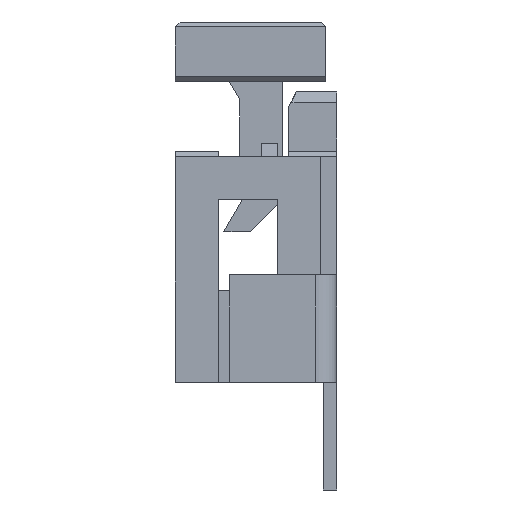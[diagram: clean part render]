
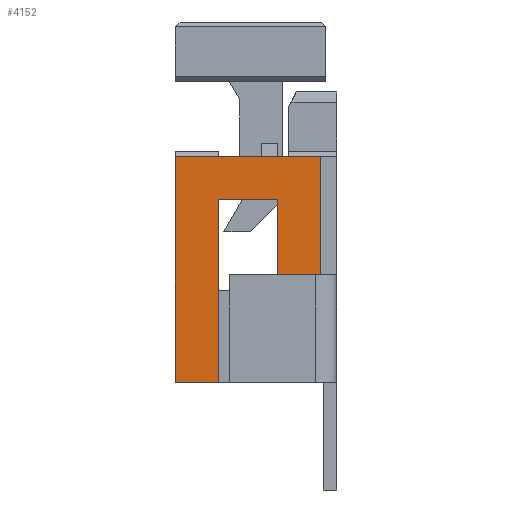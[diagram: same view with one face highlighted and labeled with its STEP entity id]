
A CAD part, left-side view. The second image highlights one B-rep face of the part: STEP entity #4152.
In plain terms, the highlighted planar face has unit normal (-1, 0, 0).
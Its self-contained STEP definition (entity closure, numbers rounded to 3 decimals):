
#1280 = VERTEX_POINT ( 'NONE', #18372 ) ;
#3019 = VERTEX_POINT ( 'NONE', #22819 ) ;
#3039 = VERTEX_POINT ( 'NONE', #22882 ) ;
#3045 = VERTEX_POINT ( 'NONE', #22869 ) ;
#3049 = EDGE_CURVE ( 'NONE', #1280, #3061, #22899, .T. ) ;
#3050 = VERTEX_POINT ( 'NONE', #22906 ) ;
#3052 = EDGE_CURVE ( 'NONE', #3071, #3019, #22892, .T. ) ;
#3059 = EDGE_CURVE ( 'NONE', #3019, #1280, #22940, .T. ) ;
#3061 = VERTEX_POINT ( 'NONE', #22928 ) ;
#3071 = VERTEX_POINT ( 'NONE', #22968 ) ;
#3740 = EDGE_CURVE ( 'NONE', #3050, #3045, #24392, .T. ) ;
#3749 = EDGE_CURVE ( 'NONE', #3039, #3050, #24446, .T. ) ;
#3775 = VERTEX_POINT ( 'NONE', #24509 ) ;
#3907 = EDGE_CURVE ( 'NONE', #3045, #3775, #24944, .T. ) ;
#4093 = EDGE_CURVE ( 'NONE', #3775, #4105, #25697, .T. ) ;
#4105 = VERTEX_POINT ( 'NONE', #25695 ) ;
#4143 = ORIENTED_EDGE ( 'NONE', *, *, #4146, .F. ) ;
#4144 = ORIENTED_EDGE ( 'NONE', *, *, #3059, .F. ) ;
#4146 = EDGE_CURVE ( 'NONE', #4105, #3071, #25862, .T. ) ;
#4152 = ADVANCED_FACE ( 'NONE', ( #25856 ), #25845, .F. ) ;
#4153 = ORIENTED_EDGE ( 'NONE', *, *, #3907, .F. ) ;
#4154 = ORIENTED_EDGE ( 'NONE', *, *, #3740, .F. ) ;
#4155 = ORIENTED_EDGE ( 'NONE', *, *, #3049, .F. ) ;
#4156 = EDGE_CURVE ( 'NONE', #3061, #3039, #25932, .T. ) ;
#4157 = ORIENTED_EDGE ( 'NONE', *, *, #3749, .F. ) ;
#4158 = ORIENTED_EDGE ( 'NONE', *, *, #3052, .F. ) ;
#4161 = ORIENTED_EDGE ( 'NONE', *, *, #4156, .F. ) ;
#4165 = ORIENTED_EDGE ( 'NONE', *, *, #4093, .F. ) ;
#4166 = EDGE_LOOP ( 'NONE', ( #4165, #4153, #4154, #4157, #4161, #4155, #4144, #4158, #4143 ) ) ;
#18372 = CARTESIAN_POINT ( 'NONE',  ( -12.5, 0.3, 2. ) ) ;
#22819 = CARTESIAN_POINT ( 'NONE',  ( -12.5, 0.3, 4.2 ) ) ;
#22869 = CARTESIAN_POINT ( 'NONE',  ( -12.5, 2.2, 3.4 ) ) ;
#22882 = CARTESIAN_POINT ( 'NONE',  ( -12.5, 1.1, 0. ) ) ;
#22889 = DIRECTION ( 'NONE',  ( 0., -1., 0. ) ) ;
#22890 = VECTOR ( 'NONE', #22889, 1000. ) ;
#22891 = CARTESIAN_POINT ( 'NONE',  ( -12.5, 0., 4.2 ) ) ;
#22892 = LINE ( 'NONE', #22891, #22890 ) ;
#22896 = DIRECTION ( 'NONE',  ( 0., 0., -1. ) ) ;
#22897 = VECTOR ( 'NONE', #22896, 1000. ) ;
#22898 = CARTESIAN_POINT ( 'NONE',  ( -12.5, 0.3, 0. ) ) ;
#22899 = LINE ( 'NONE', #22898, #22897 ) ;
#22906 = CARTESIAN_POINT ( 'NONE',  ( -12.5, 1.1, 3.4 ) ) ;
#22926 = DIRECTION ( 'NONE',  ( 0., 0., -1. ) ) ;
#22927 = VECTOR ( 'NONE', #22926, 1000. ) ;
#22928 = CARTESIAN_POINT ( 'NONE',  ( -12.5, 0.3, 0. ) ) ;
#22929 = CARTESIAN_POINT ( 'NONE',  ( -12.5, 0.3, 0. ) ) ;
#22940 = LINE ( 'NONE', #22929, #22927 ) ;
#22968 = CARTESIAN_POINT ( 'NONE',  ( -12.5, 3., 4.2 ) ) ;
#24392 = LINE ( 'NONE', #24440, #24438 ) ;
#24437 = DIRECTION ( 'NONE',  ( 0., 1., 0. ) ) ;
#24438 = VECTOR ( 'NONE', #24437, 1000. ) ;
#24440 = CARTESIAN_POINT ( 'NONE',  ( -12.5, 0., 3.4 ) ) ;
#24445 = CARTESIAN_POINT ( 'NONE',  ( -12.5, 1.1, 0. ) ) ;
#24446 = LINE ( 'NONE', #24445, #24499 ) ;
#24498 = DIRECTION ( 'NONE',  ( 0., 0., 1. ) ) ;
#24499 = VECTOR ( 'NONE', #24498, 1000. ) ;
#24509 = CARTESIAN_POINT ( 'NONE',  ( -12.5, 2.2, 0. ) ) ;
#24941 = DIRECTION ( 'NONE',  ( 0., 0., -1. ) ) ;
#24942 = VECTOR ( 'NONE', #24941, 1000. ) ;
#24943 = CARTESIAN_POINT ( 'NONE',  ( -12.5, 2.2, 5.4 ) ) ;
#24944 = LINE ( 'NONE', #24943, #24942 ) ;
#25686 = DIRECTION ( 'NONE',  ( 0., 1., 0. ) ) ;
#25687 = VECTOR ( 'NONE', #25686, 1000. ) ;
#25689 = CARTESIAN_POINT ( 'NONE',  ( -12.5, 0.3, 0. ) ) ;
#25695 = CARTESIAN_POINT ( 'NONE',  ( -12.5, 3., 0. ) ) ;
#25697 = LINE ( 'NONE', #25689, #25687 ) ;
#25803 = CARTESIAN_POINT ( 'NONE',  ( -12.5, 3., 0. ) ) ;
#25806 = VECTOR ( 'NONE', #25849, 1000. ) ;
#25845 = PLANE ( 'NONE',  #25910 ) ;
#25849 = DIRECTION ( 'NONE',  ( 0., 0., 1. ) ) ;
#25856 = FACE_OUTER_BOUND ( 'NONE', #4166, .T. ) ;
#25862 = LINE ( 'NONE', #25803, #25806 ) ;
#25910 = AXIS2_PLACEMENT_3D ( 'NONE', #25940, #25939, #25938 ) ;
#25929 = DIRECTION ( 'NONE',  ( 0., 1., 0. ) ) ;
#25930 = VECTOR ( 'NONE', #25929, 1000. ) ;
#25931 = CARTESIAN_POINT ( 'NONE',  ( -12.5, 0.3, 0. ) ) ;
#25932 = LINE ( 'NONE', #25931, #25930 ) ;
#25938 = DIRECTION ( 'NONE',  ( 0., 0., -1. ) ) ;
#25939 = DIRECTION ( 'NONE',  ( 1., 0., 0. ) ) ;
#25940 = CARTESIAN_POINT ( 'NONE',  ( -12.5, 0., 0. ) ) ;
